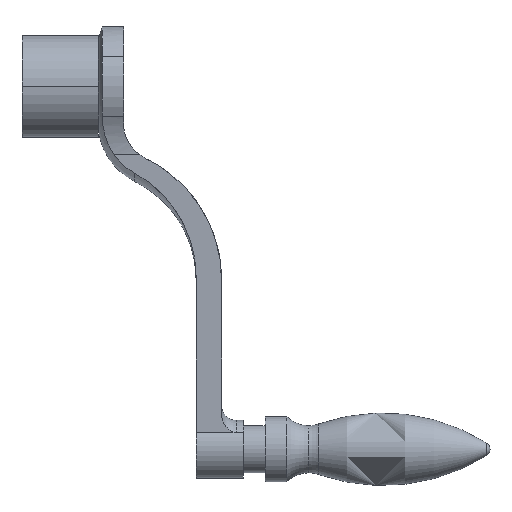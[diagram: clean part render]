
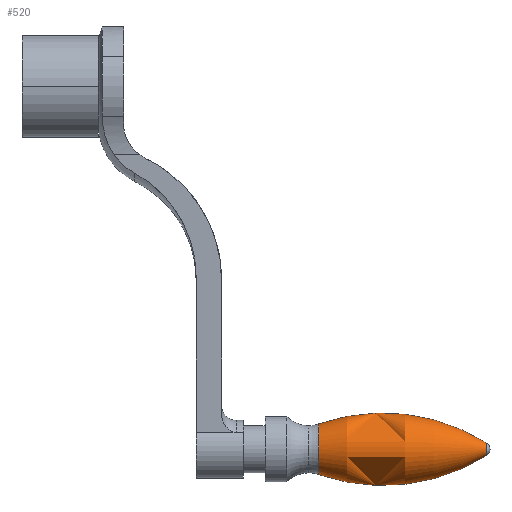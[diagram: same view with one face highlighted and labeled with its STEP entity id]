
A CAD part, left-side view. The second image highlights one B-rep face of the part: STEP entity #520.
In plain terms, the highlighted toroidal (fillet/blend) face has major radius 43.228 mm and minor radius 53.228 mm.
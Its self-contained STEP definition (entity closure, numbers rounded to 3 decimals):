
#300=VERTEX_POINT('',#740);
#328=EDGE_CURVE('',#560,#300,#770,.T.);
#346=EDGE_CURVE('',#496,#430,#789,.T.);
#430=VERTEX_POINT('',#882);
#482=EDGE_CURVE('',#560,#430,#940,.T.);
#496=VERTEX_POINT('',#955);
#520=ADVANCED_FACE('',(#981),#982,.T.);
#560=VERTEX_POINT('',#1028);
#612=EDGE_CURVE('',#300,#496,#1084,.T.);
#740=CARTESIAN_POINT('',(0.,-128.073,-101.688));
#770=CIRCLE('',#1297,53.228);
#789=CIRCLE('',#1350,53.228);
#882=CARTESIAN_POINT('',(0.,-81.842,-93.018));
#940=CIRCLE('',#1601,6.982);
#955=CARTESIAN_POINT('',(0.,-128.073,-98.312));
#981=FACE_OUTER_BOUND('',#1654,.T.);
#982=TOROIDAL_SURFACE('',#1655,-43.228,53.228);
#1028=CARTESIAN_POINT('',(0.,-81.842,-106.982));
#1084=CIRCLE('',#1804,1.688);
#1297=AXIS2_PLACEMENT_3D('',#2045,#2046,#2047);
#1350=AXIS2_PLACEMENT_3D('',#2062,#2063,#2064);
#1601=AXIS2_PLACEMENT_3D('',#2216,#2217,#2218);
#1654=EDGE_LOOP('',(#2266,#2267,#2268,#2269));
#1655=AXIS2_PLACEMENT_3D('',#2270,#2271,#2272);
#1804=AXIS2_PLACEMENT_3D('',#2407,#2408,#2409);
#2045=CARTESIAN_POINT('',(0.,-99.511,-56.772));
#2046=DIRECTION('',(-1.0,-0.0,0.));
#2047=DIRECTION('',(0.,0.0,-1.0));
#2062=CARTESIAN_POINT('',(0.,-99.511,-143.228));
#2063=DIRECTION('',(-1.0,-0.0,0.));
#2064=DIRECTION('',(0.,0.0,1.0));
#2216=CARTESIAN_POINT('',(0.,-81.842,-100.0));
#2217=DIRECTION('',(0.0,1.0,0.0));
#2218=DIRECTION('',(0.,0.0,-1.0));
#2266=ORIENTED_EDGE('',*,*,#346,.T.);
#2267=ORIENTED_EDGE('',*,*,#482,.F.);
#2268=ORIENTED_EDGE('',*,*,#328,.T.);
#2269=ORIENTED_EDGE('',*,*,#612,.T.);
#2270=CARTESIAN_POINT('',(0.,-99.511,-100.0));
#2271=DIRECTION('',(-0.0,1.0,0.0));
#2272=DIRECTION('',(0.,0.0,1.0));
#2407=CARTESIAN_POINT('',(0.,-128.073,-100.0));
#2408=DIRECTION('',(0.0,1.0,0.0));
#2409=DIRECTION('',(0.,0.0,-1.0));
